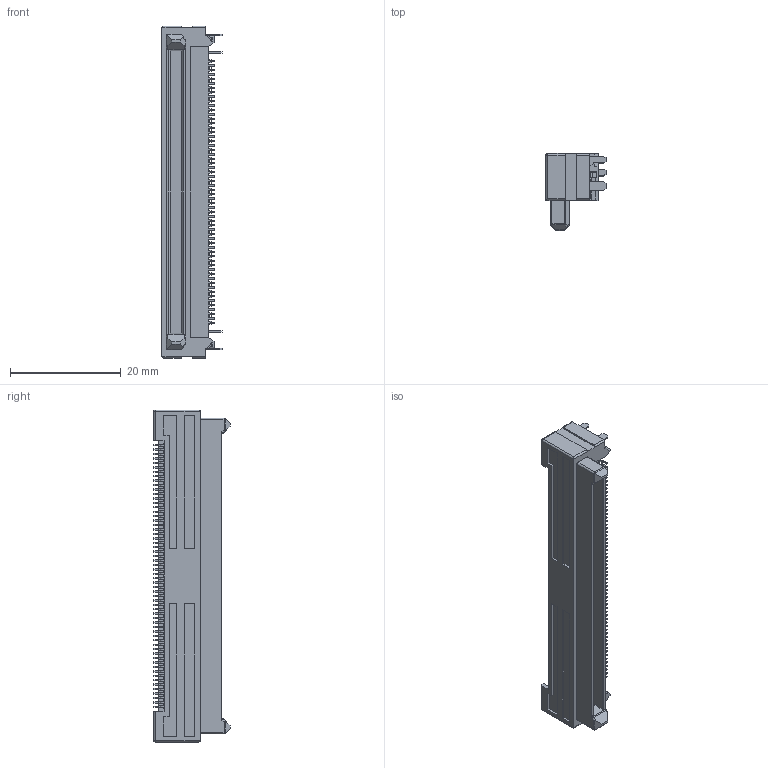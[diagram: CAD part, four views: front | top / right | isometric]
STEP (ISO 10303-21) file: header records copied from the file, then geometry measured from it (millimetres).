
FILE_DESCRIPTION(('CoCreate Modeling STEP Export'),'2;1');
FILE_NAME('FX18-120P-0.8SH.stp','2010-06-17T13:28:48',(''),(''),'CoCreate Modeling STEP processor for AP214 (Solid Model)','CoCreate Modeling 16.00B 02-Dec-2008 (C) Parametric Technology GmbH','');
FILE_SCHEMA(('AUTOMOTIVE_DESIGN { 1 0 10303 214 1 1 1 1 }'));
Products named in the file (1): FX18-120P-0.8SH
Bounding box: 10.85 x 13.8 x 59.9 mm (x, y, z)
Volume: 3664.1 mm3; surface area: 3462.8 mm2
Topology: 1 solids, 1 shells, 3299 faces, 9168 edges, 5924 vertices
Faces by surface type: plane 2035, cylinder 1014, torus 240, sphere 10
Entity records: 103608 total; most frequent: ORIENTED_EDGE 18316, CARTESIAN_POINT 18065, DIRECTION 17567, EDGE_CURVE 9158, VECTOR 6715, LINE 6715, VERTEX_POINT 5924, AXIS2_PLACEMENT_3D 5426
